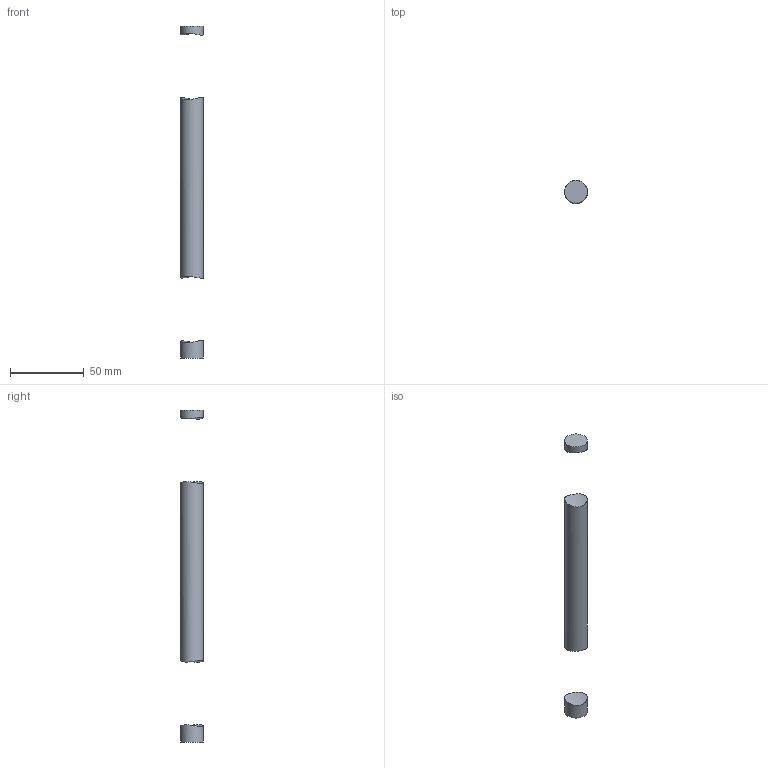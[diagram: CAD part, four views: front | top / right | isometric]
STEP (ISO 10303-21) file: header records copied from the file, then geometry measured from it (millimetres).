
FILE_DESCRIPTION(/* description */ (''),/* implementation_level */ '2;1');
FILE_NAME(/* name */ 'Component3.step',/* time_stamp */ '2023-12-15T19:41:15+05:30',/* author */ (''),/* organization */ (''),/* preprocessor_version */ 'ST-DEVELOPER v20',/* originating_system */ 'Autodesk Translation Framework v12.14.0.127',/* authorisation */ '');
FILE_SCHEMA (('AUTOMOTIVE_DESIGN { 1 0 10303 214 3 1 1 }'));
Length unit declared in the file: millimetre
Products named in the file (1): FusionComponent
Bounding box: 15.39 x 15.39 x 225 mm (x, y, z)
Volume: 25315.3 mm3; surface area: 7772.9 mm2
Topology: 3 solids, 3 shells, 9 faces, 13 edges, 10 vertices
Faces by surface type: cylinder 7, plane 2
Full cylindrical faces by diameter (mm): 15.39 x3
Entity records: 360 total; most frequent: CARTESIAN_POINT 177, DIRECTION 27, ORIENTED_EDGE 26, EDGE_CURVE 13, AXIS2_PLACEMENT_3D 12, VERTEX_POINT 10, FACE_OUTER_BOUND 9, EDGE_LOOP 9
